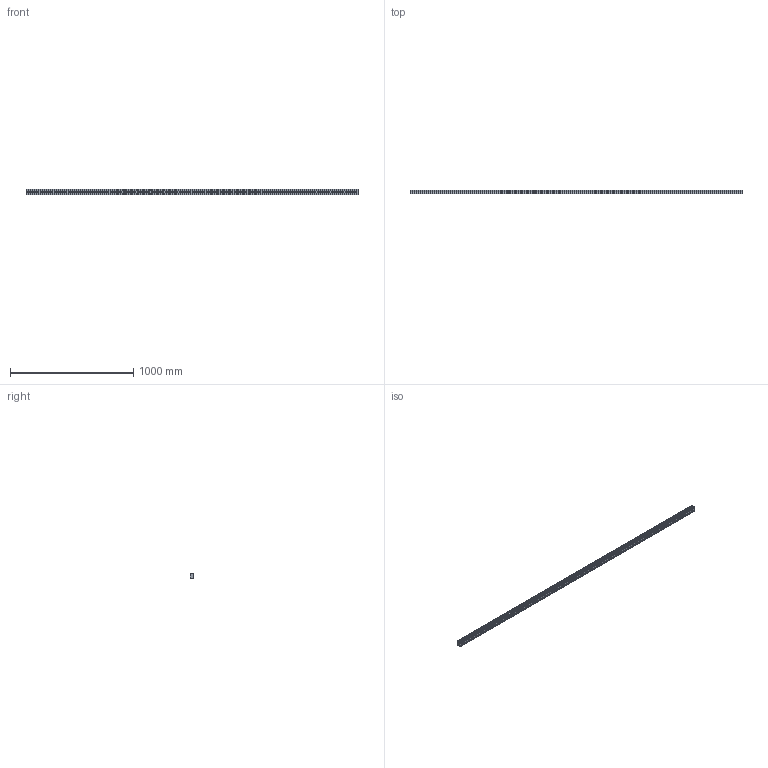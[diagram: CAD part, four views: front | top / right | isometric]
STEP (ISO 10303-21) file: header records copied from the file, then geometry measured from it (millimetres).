
FILE_DESCRIPTION (( 'STEP AP214' ), '1' );
FILE_NAME ('SHS45C1SS-2695L_G35_0_B-PT18_1277-5_0_0_0_1.STEP', '2021-06-24T09:19:08', ( '' ), ( '' ), 'SwSTEP 2.0', 'SolidWorks 2021', '' );
FILE_SCHEMA (( 'AUTOMOTIVE_DESIGN' ));
Length unit declared in the file: millimetre
Products named in the file (2): SHS45C1SS-2695L_G35_0_B-PT18_1277-5_0_0_0_1; _SHS45C269535 Track
Assembly tree (1 placements, depth 2):
  SHS45C1SS-2695L_G35_0_B-PT18_1277-5_0_0_0_1
    _SHS45C269535 Track
Bounding box: 2695 x 32 x 45 mm (x, y, z)
Volume: 3363127.1 mm3; surface area: 458950.4 mm2
Topology: 1 solids, 1 shells, 200 faces, 490 edges, 292 vertices
Faces by surface type: cylinder 124, plane 76
Entity records: 6040 total; most frequent: DIRECTION 1146, CARTESIAN_POINT 986, ORIENTED_EDGE 980, EDGE_CURVE 490, AXIS2_PLACEMENT_3D 452, VERTEX_POINT 292, EDGE_LOOP 252, CIRCLE 248
